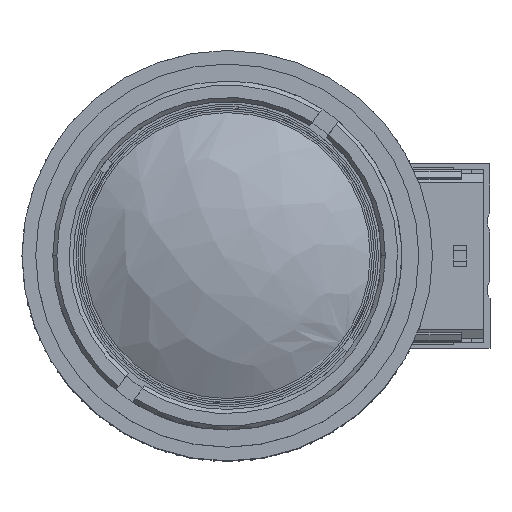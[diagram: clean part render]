
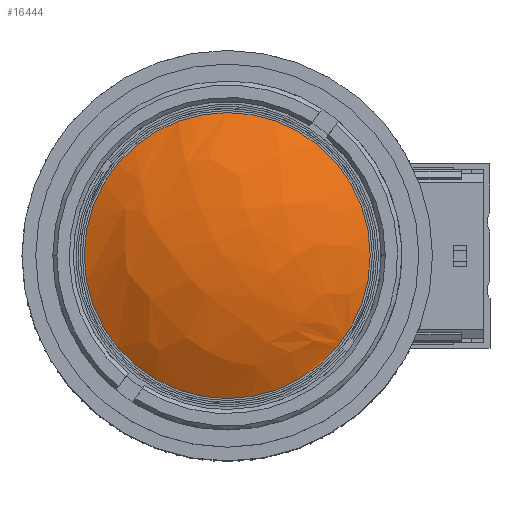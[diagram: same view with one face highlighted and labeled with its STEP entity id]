
A CAD part, top view. The second image highlights one B-rep face of the part: STEP entity #16444.
In plain terms, the highlighted free-form (B-spline) face has degree [3, 3] with [4, 4] control points.
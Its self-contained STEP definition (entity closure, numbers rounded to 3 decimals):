
#33 = CARTESIAN_POINT ( 'NONE',  ( 8.575, -6.286, 36.648 ) ) ;
#466 = DIRECTION ( 'NONE',  ( -1., 0., 0. ) ) ;
#1161 = VERTEX_POINT ( 'NONE', #21901 ) ;
#2789 = CARTESIAN_POINT ( 'NONE',  ( -12.205, 25.959, 45.124 ) ) ;
#3846 = CARTESIAN_POINT ( 'NONE',  ( 8.575, -6.286, 36.648 ) ) ;
#4438 = VERTEX_POINT ( 'NONE', #7348 ) ;
#4775 = CARTESIAN_POINT ( 'NONE',  ( 0., 0., 36.752 ) ) ;
#5085 = DIRECTION ( 'NONE',  ( -1., 0., 0. ) ) ;
#7188 = AXIS2_PLACEMENT_3D ( 'NONE', #10109, #19633, #466 ) ;
#7348 = CARTESIAN_POINT ( 'NONE',  ( -10.45, 0., 36.752 ) ) ;
#7369 = CARTESIAN_POINT ( 'NONE',  ( -19.896, -4.223, 46.161 ) ) ;
#10109 = CARTESIAN_POINT ( 'NONE',  ( 0., 0., 36.752 ) ) ;
#10932 = EDGE_LOOP ( 'NONE', ( #18849, #30153 ) ) ;
#11829 = CARTESIAN_POINT ( 'NONE',  ( 13.307, 12.822, 28.71 ) ) ;
#12378 = EDGE_CURVE ( 'NONE', #1161, #4438, #29001, .T. ) ;
#12584 = CIRCLE ( 'NONE', #7188, 10.45 ) ;
#14156 = CARTESIAN_POINT ( 'NONE',  ( 4.123, -12.653, 36.548 ) ) ;
#14965 = AXIS2_PLACEMENT_3D ( 'NONE', #4775, #23585, #5085 ) ;
#16149 = CARTESIAN_POINT ( 'NONE',  ( 1.604, 6.016, 44.116 ) ) ;
#16443 = CARTESIAN_POINT ( 'NONE',  ( 14.122, 7.457, 34.271 ) ) ;
#16444 = ADVANCED_FACE ( 'NONE', ( #24631 ), #18549, .T. ) ;
#18296 = CARTESIAN_POINT ( 'NONE',  ( 8.575, -6.286, 36.648 ) ) ;
#18549 =( BOUNDED_SURFACE ( )  B_SPLINE_SURFACE ( 3, 3, ( 
 ( #18296, #3846, #28237, #33 ),
 ( #23271, #16149, #28095, #14156 ),
 ( #16443, #23571, #7369, #18895 ),
 ( #11829, #2789, #30064, #25396 ) ),
 .UNSPECIFIED., .F., .F., .F. ) 
 B_SPLINE_SURFACE_WITH_KNOTS ( ( 4, 4 ),
 ( 4, 4 ),
 ( 0., 1. ),
 ( 0., 1. ),
 .UNSPECIFIED. ) 
 GEOMETRIC_REPRESENTATION_ITEM ( )  RATIONAL_B_SPLINE_SURFACE ( (
 ( 1., 0.37, 0.37, 1.),
 ( 0.911, 0.337, 0.337, 0.911),
 ( 0.911, 0.337, 0.337, 0.911),
 ( 1., 0.37, 0.37, 1.) ) ) 
 REPRESENTATION_ITEM ( '' )  SURFACE ( )  );
#18849 = ORIENTED_EDGE ( 'NONE', *, *, #21005, .T. ) ;
#18895 = CARTESIAN_POINT ( 'NONE',  ( -1.303, -17.015, 33.097 ) ) ;
#19633 = DIRECTION ( 'NONE',  ( 0., 0., 1. ) ) ;
#21005 = EDGE_CURVE ( 'NONE', #4438, #1161, #12584, .T. ) ;
#21901 = CARTESIAN_POINT ( 'NONE',  ( 10.45, 0., 36.752 ) ) ;
#23271 = CARTESIAN_POINT ( 'NONE',  ( 12.389, 0.463, 37.177 ) ) ;
#23571 = CARTESIAN_POINT ( 'NONE',  ( -6.003, 17.82, 47.218 ) ) ;
#23585 = DIRECTION ( 'NONE',  ( 0., 0., 1. ) ) ;
#24631 = FACE_OUTER_BOUND ( 'NONE', #10932, .T. ) ;
#25396 = CARTESIAN_POINT ( 'NONE',  ( -6.247, -18.201, 27.221 ) ) ;
#28095 = CARTESIAN_POINT ( 'NONE',  ( -5.842, -5.797, 43.549 ) ) ;
#28237 = CARTESIAN_POINT ( 'NONE',  ( 8.575, -6.286, 36.648 ) ) ;
#29001 = CIRCLE ( 'NONE', #14965, 10.45 ) ;
#30064 = CARTESIAN_POINT ( 'NONE',  ( -29.817, -1.984, 43.782 ) ) ;
#30153 = ORIENTED_EDGE ( 'NONE', *, *, #12378, .T. ) ;
